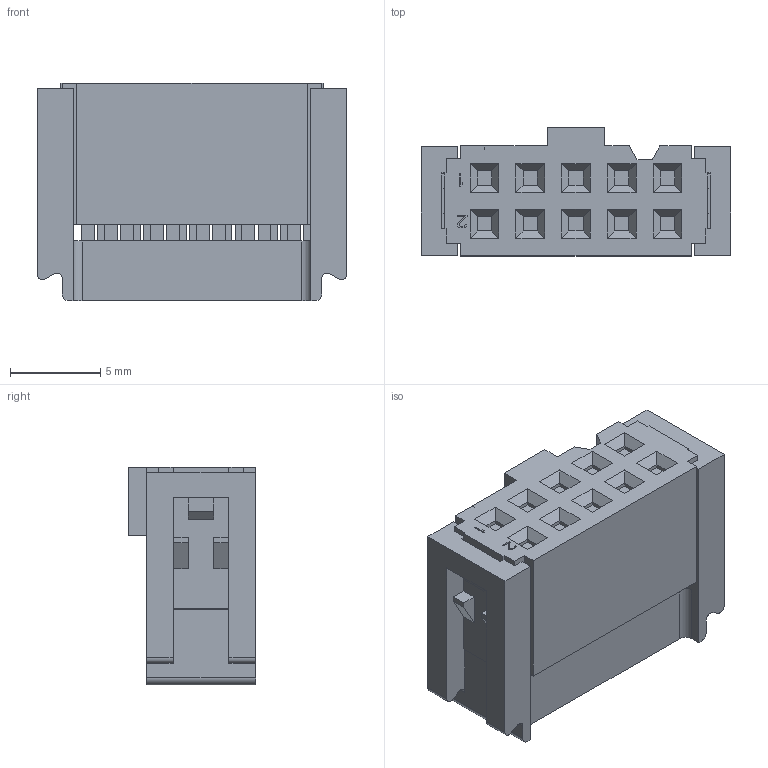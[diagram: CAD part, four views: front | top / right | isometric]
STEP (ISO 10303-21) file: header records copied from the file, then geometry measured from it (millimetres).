
FILE_DESCRIPTION(('STEP AP214'),'1');
FILE_NAME(' ',' ',('TraceParts'),('TraceParts S.A.'),'XStep 1.0',' ',' ');
FILE_SCHEMA(('automotive_design'));
Length unit declared in the file: millimetre
Products named in the file (1): C-1658527-4
Bounding box: 17.2 x 7.1 x 12.1 mm (x, y, z)
Volume: 991 mm3; surface area: 1101.8 mm2
Topology: 1 solids, 1 shells, 331 faces, 922 edges, 596 vertices
Faces by surface type: plane 317, cylinder 14
Entity records: 10459 total; most frequent: CARTESIAN_POINT 1850, ORIENTED_EDGE 1844, DIRECTION 1614, EDGE_CURVE 922, LINE 894, VECTOR 894, VERTEX_POINT 596, EDGE_LOOP 388
